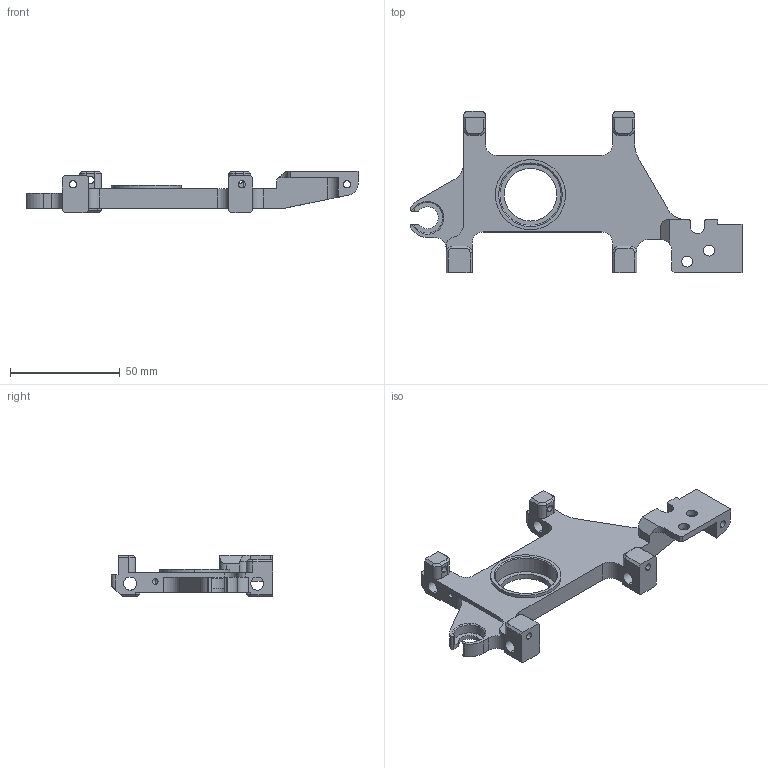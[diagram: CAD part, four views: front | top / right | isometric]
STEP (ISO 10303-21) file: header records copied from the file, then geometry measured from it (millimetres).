
FILE_DESCRIPTION (( 'STEP AP214' ), '1' );
FILE_NAME ('SymétrieSupport cellule Av.STEP', '2023-02-18T11:08:11', ( '' ), ( '' ), 'SwSTEP 2.0', 'SolidWorks 2019', '' );
FILE_SCHEMA (( 'AUTOMOTIVE_DESIGN' ));
Length unit declared in the file: millimetre
Products named in the file (1): SymétrieSupport cellule Av
Bounding box: 151.43 x 73.5 x 19 mm (x, y, z)
Volume: 32266.7 mm3; surface area: 20262.6 mm2
Topology: 1 solids, 1 shells, 282 faces, 750 edges, 468 vertices
Faces by surface type: cylinder 115, plane 114, cone 53
Entity records: 8970 total; most frequent: CARTESIAN_POINT 1748, DIRECTION 1548, ORIENTED_EDGE 1488, EDGE_CURVE 744, AXIS2_PLACEMENT_3D 544, VERTEX_POINT 468, LINE 460, VECTOR 460
